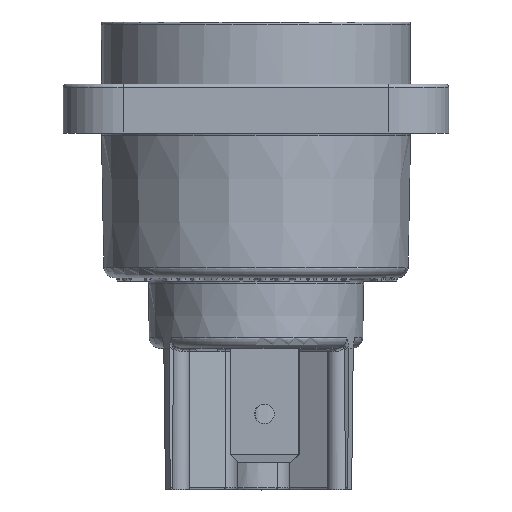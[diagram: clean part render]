
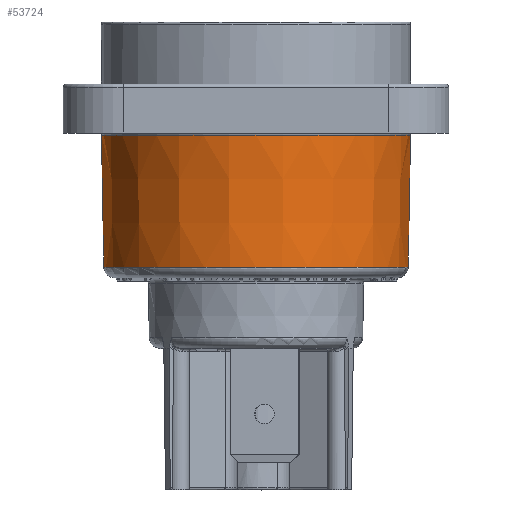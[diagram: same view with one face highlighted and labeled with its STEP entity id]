
A CAD part, front view. The second image highlights one B-rep face of the part: STEP entity #53724.
In plain terms, the highlighted conical face has half-angle 1 degrees and reference radius 14.091 mm.
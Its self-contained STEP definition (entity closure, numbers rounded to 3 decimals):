
#3711=CARTESIAN_POINT('',(0.,0.,-12.317));
#3712=DIRECTION('',(0.,0.,1.));
#3713=DIRECTION('',(-1.,0.,0.));
#3714=AXIS2_PLACEMENT_3D('',#3711,#3712,#3713);
#3759=DIRECTION('',(0.017,0.,1.));
#3760=VECTOR('',#3759,12.123);
#3761=CARTESIAN_POINT('',(13.985,0.,-12.317));
#3762=LINE('',#3761,#3760);
#18556=CARTESIAN_POINT('',(0.,0.,-0.197));
#18557=DIRECTION('',(0.,0.,1.));
#18558=DIRECTION('',(-1.,0.,0.));
#18559=AXIS2_PLACEMENT_3D('',#18556,#18557,#18558);
#18564=DIRECTION('',(-0.017,0.,1.));
#18565=VECTOR('',#18564,12.123);
#18566=CARTESIAN_POINT('',(-13.985,0.,
-12.317));
#18567=LINE('',#18566,#18565);
#37871=CARTESIAN_POINT('',(-13.985,0.,
-12.317));
#37873=VERTEX_POINT('',#37871);
#37875=CARTESIAN_POINT('',(13.985,0.,
-12.317));
#37876=VERTEX_POINT('',#37875);
#37877=CARTESIAN_POINT('',(-14.197,0.,
-0.197));
#37878=VERTEX_POINT('',#37877);
#37879=CARTESIAN_POINT('',(14.197,0.,
-0.197));
#37880=VERTEX_POINT('',#37879);
#53713=CARTESIAN_POINT('',(0.,0.,-6.257));
#53714=DIRECTION('',(0.,0.,1.));
#53715=DIRECTION('',(1.,0.,0.));
#53716=AXIS2_PLACEMENT_3D('',#53713,#53714,#53715);
#53717=CONICAL_SURFACE('',#53716,14.091,1.);
#53718=ORIENTED_EDGE('',*,*,#53707,.T.);
#53719=ORIENTED_EDGE('',*,*,#40766,.F.);
#53720=ORIENTED_EDGE('',*,*,#40730,.F.);
#53721=ORIENTED_EDGE('',*,*,#40763,.T.);
#53722=EDGE_LOOP('',(#53718,#53719,#53720,#53721));
#53723=FACE_OUTER_BOUND('',#53722,.F.);
#3715=CIRCLE('',#3714,13.985);
#18560=CIRCLE('',#18559,14.197);
#40730=EDGE_CURVE('',#37873,#37876,#3715,.T.);
#40763=EDGE_CURVE('',#37873,#37878,#18567,.T.);
#40766=EDGE_CURVE('',#37876,#37880,#3762,.T.);
#53707=EDGE_CURVE('',#37878,#37880,#18560,.T.);
#53724=ADVANCED_FACE('',(#53723),#53717,.T.);
